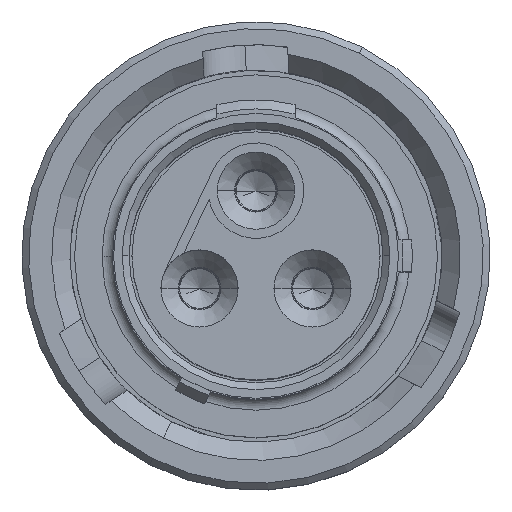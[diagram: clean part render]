
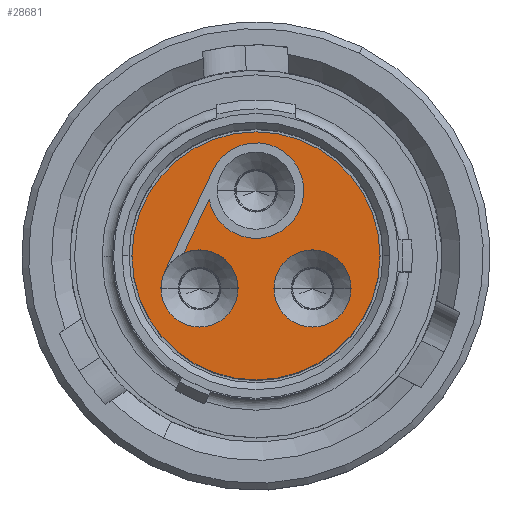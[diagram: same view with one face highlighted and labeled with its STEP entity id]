
A CAD part, top view. The second image highlights one B-rep face of the part: STEP entity #28681.
In plain terms, the highlighted planar face has unit normal (0, 0, 1).
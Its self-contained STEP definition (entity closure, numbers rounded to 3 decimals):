
#196 = ORIENTED_EDGE ( 'NONE', *, *, #13750, .T. ) ;
#256 = DIRECTION ( 'NONE',  ( 0., 0., 1. ) ) ;
#378 = ORIENTED_EDGE ( 'NONE', *, *, #15872, .F. ) ;
#412 = DIRECTION ( 'NONE',  ( 1., 0., 0. ) ) ;
#776 = ORIENTED_EDGE ( 'NONE', *, *, #12680, .F. ) ;
#1132 = DIRECTION ( 'NONE',  ( -1., 0., 0. ) ) ;
#1393 = CARTESIAN_POINT ( 'NONE',  ( -0.39, -0.71, 17.686 ) ) ;
#2015 = ORIENTED_EDGE ( 'NONE', *, *, #12396, .F. ) ;
#2146 = VERTEX_POINT ( 'NONE', #30071 ) ;
#2273 = AXIS2_PLACEMENT_3D ( 'NONE', #21661, #12787, #412 ) ;
#2620 = VECTOR ( 'NONE', #18039, 1000. ) ;
#3132 = CARTESIAN_POINT ( 'NONE',  ( 0.39, -0.71, 17.686 ) ) ;
#3431 = CIRCLE ( 'NONE', #2273, 0.84 ) ;
#3826 = CARTESIAN_POINT ( 'NONE',  ( 1.23, -0.71, 17.686 ) ) ;
#4065 = AXIS2_PLACEMENT_3D ( 'NONE', #18665, #8621, #23509 ) ;
#4148 = VERTEX_POINT ( 'NONE', #3132 ) ;
#4249 = DIRECTION ( 'NONE',  ( 0., 0., 1. ) ) ;
#5264 = CARTESIAN_POINT ( 'NONE',  ( 0., 1.42, 17.686 ) ) ;
#5365 = DIRECTION ( 'NONE',  ( 0., 0., 1. ) ) ;
#6047 = EDGE_LOOP ( 'NONE', ( #2015, #15935, #18069, #776, #378, #30526 ) ) ;
#6049 = CARTESIAN_POINT ( 'NONE',  ( 0., 0., 17.686 ) ) ;
#6106 = VERTEX_POINT ( 'NONE', #1393 ) ;
#6299 = CARTESIAN_POINT ( 'NONE',  ( -2.7, 0., 17.686 ) ) ;
#6411 = EDGE_LOOP ( 'NONE', ( #8045, #12659 ) ) ;
#8043 = VERTEX_POINT ( 'NONE', #23332 ) ;
#8045 = ORIENTED_EDGE ( 'NONE', *, *, #10155, .F. ) ;
#8247 = EDGE_CURVE ( 'NONE', #18947, #6106, #3431, .T. ) ;
#8434 = PLANE ( 'NONE',  #12922 ) ;
#8621 = DIRECTION ( 'NONE',  ( 0., 0., 1. ) ) ;
#9072 = FACE_BOUND ( 'NONE', #6411, .T. ) ;
#9922 = CIRCLE ( 'NONE', #25758, 1.04 ) ;
#10155 = EDGE_CURVE ( 'NONE', #25874, #4148, #16198, .T. ) ;
#10873 = EDGE_CURVE ( 'NONE', #25843, #16525, #14579, .T. ) ;
#10950 = FACE_BOUND ( 'NONE', #6047, .T. ) ;
#11803 = AXIS2_PLACEMENT_3D ( 'NONE', #3826, #4249, #28571 ) ;
#11818 = CARTESIAN_POINT ( 'NONE',  ( 1.23, -0.71, 17.686 ) ) ;
#12396 = EDGE_CURVE ( 'NONE', #2146, #8043, #29363, .T. ) ;
#12659 = ORIENTED_EDGE ( 'NONE', *, *, #23588, .F. ) ;
#12680 = EDGE_CURVE ( 'NONE', #23248, #18947, #13280, .T. ) ;
#12684 = EDGE_CURVE ( 'NONE', #8043, #23131, #9922, .T. ) ;
#12787 = DIRECTION ( 'NONE',  ( 0., 0., 1. ) ) ;
#12922 = AXIS2_PLACEMENT_3D ( 'NONE', #25380, #27890, #1132 ) ;
#13003 = CIRCLE ( 'NONE', #4065, 0.84 ) ;
#13015 = CARTESIAN_POINT ( 'NONE',  ( 0., 0., 17.686 ) ) ;
#13180 = DIRECTION ( 'NONE',  ( 0., 0., 1. ) ) ;
#13280 = CIRCLE ( 'NONE', #19225, 0.84 ) ;
#13503 = CIRCLE ( 'NONE', #15015, 2.7 ) ;
#13746 = EDGE_LOOP ( 'NONE', ( #20485, #196 ) ) ;
#13750 = EDGE_CURVE ( 'NONE', #16525, #25843, #13503, .T. ) ;
#14579 = CIRCLE ( 'NONE', #24280, 2.7 ) ;
#14737 = CARTESIAN_POINT ( 'NONE',  ( -1.23, -0.71, 17.686 ) ) ;
#15015 = AXIS2_PLACEMENT_3D ( 'NONE', #6049, #13180, #22789 ) ;
#15451 = CARTESIAN_POINT ( 'NONE',  ( -1.022, 1.225, 17.686 ) ) ;
#15456 = DIRECTION ( 'NONE',  ( 0., 0., 1. ) ) ;
#15872 = EDGE_CURVE ( 'NONE', #23131, #23248, #26198, .T. ) ;
#15935 = ORIENTED_EDGE ( 'NONE', *, *, #20225, .F. ) ;
#16198 = CIRCLE ( 'NONE', #22896, 0.84 ) ;
#16245 = FACE_OUTER_BOUND ( 'NONE', #13746, .T. ) ;
#16525 = VERTEX_POINT ( 'NONE', #6299 ) ;
#16890 = DIRECTION ( 'NONE',  ( 1., 0., 0. ) ) ;
#17904 = DIRECTION ( 'NONE',  ( 0.428, 0.904, 0. ) ) ;
#17933 = CARTESIAN_POINT ( 'NONE',  ( -0.94, 1.865, 17.686 ) ) ;
#18039 = DIRECTION ( 'NONE',  ( -0.428, -0.904, 0. ) ) ;
#18069 = ORIENTED_EDGE ( 'NONE', *, *, #8247, .F. ) ;
#18655 = CARTESIAN_POINT ( 'NONE',  ( 2.07, -0.71, 17.686 ) ) ;
#18665 = CARTESIAN_POINT ( 'NONE',  ( -1.23, -0.71, 17.686 ) ) ;
#18756 = CARTESIAN_POINT ( 'NONE',  ( -2.07, -0.71, 17.686 ) ) ;
#18947 = VERTEX_POINT ( 'NONE', #18756 ) ;
#19225 = AXIS2_PLACEMENT_3D ( 'NONE', #14737, #256, #24801 ) ;
#19305 = DIRECTION ( 'NONE',  ( 0., 0., 1. ) ) ;
#20225 = EDGE_CURVE ( 'NONE', #6106, #2146, #13003, .T. ) ;
#20333 = DIRECTION ( 'NONE',  ( 1., 0., 0. ) ) ;
#20485 = ORIENTED_EDGE ( 'NONE', *, *, #10873, .T. ) ;
#21269 = CARTESIAN_POINT ( 'NONE',  ( -1.989, -0.351, 17.686 ) ) ;
#21661 = CARTESIAN_POINT ( 'NONE',  ( -1.23, -0.71, 17.686 ) ) ;
#22347 = DIRECTION ( 'NONE',  ( 1., 0., 0. ) ) ;
#22789 = DIRECTION ( 'NONE',  ( 1., 0., 0. ) ) ;
#22896 = AXIS2_PLACEMENT_3D ( 'NONE', #11818, #19305, #16890 ) ;
#23131 = VERTEX_POINT ( 'NONE', #23294 ) ;
#23248 = VERTEX_POINT ( 'NONE', #21269 ) ;
#23294 = CARTESIAN_POINT ( 'NONE',  ( -0.94, 1.865, 17.686 ) ) ;
#23332 = CARTESIAN_POINT ( 'NONE',  ( -1.022, 1.225, 17.686 ) ) ;
#23509 = DIRECTION ( 'NONE',  ( 1., 0., 0. ) ) ;
#23588 = EDGE_CURVE ( 'NONE', #4148, #25874, #25121, .T. ) ;
#24280 = AXIS2_PLACEMENT_3D ( 'NONE', #13015, #15456, #20333 ) ;
#24801 = DIRECTION ( 'NONE',  ( 1., 0., 0. ) ) ;
#25121 = CIRCLE ( 'NONE', #11803, 0.84 ) ;
#25380 = CARTESIAN_POINT ( 'NONE',  ( 0., 0., 17.686 ) ) ;
#25758 = AXIS2_PLACEMENT_3D ( 'NONE', #5264, #5365, #22347 ) ;
#25843 = VERTEX_POINT ( 'NONE', #28160 ) ;
#25874 = VERTEX_POINT ( 'NONE', #18655 ) ;
#26198 = LINE ( 'NONE', #17933, #2620 ) ;
#27810 = VECTOR ( 'NONE', #17904, 1000. ) ;
#27890 = DIRECTION ( 'NONE',  ( 0., 0., -1. ) ) ;
#28160 = CARTESIAN_POINT ( 'NONE',  ( 2.7, 0., 17.686 ) ) ;
#28571 = DIRECTION ( 'NONE',  ( 1., 0., 0. ) ) ;
#28681 = ADVANCED_FACE ( 'NONE', ( #16245, #9072, #10950 ), #8434, .F. ) ;
#29363 = LINE ( 'NONE', #15451, #27810 ) ;
#30071 = CARTESIAN_POINT ( 'NONE',  ( -1.575, 0.056, 17.686 ) ) ;
#30526 = ORIENTED_EDGE ( 'NONE', *, *, #12684, .F. ) ;
